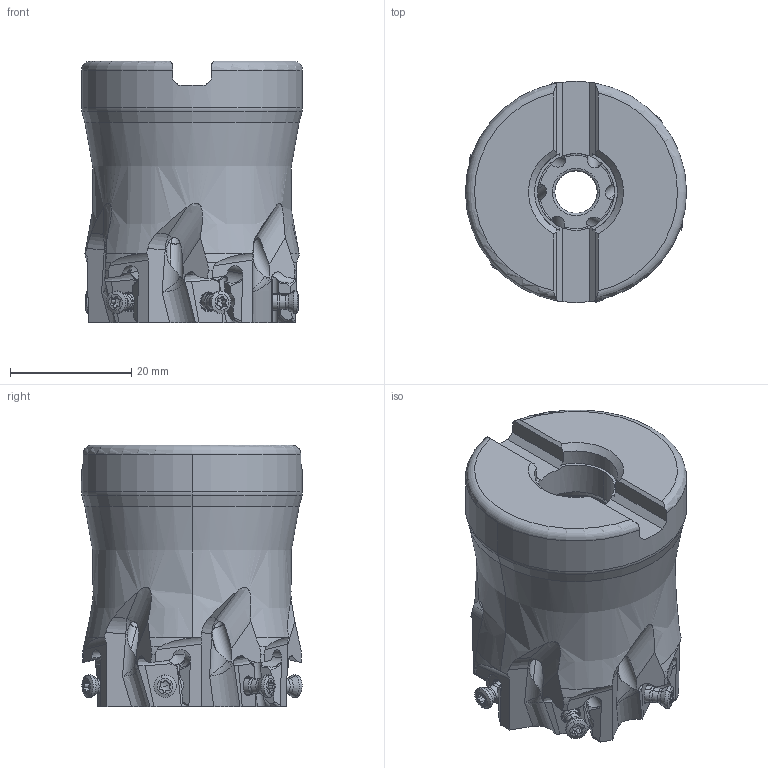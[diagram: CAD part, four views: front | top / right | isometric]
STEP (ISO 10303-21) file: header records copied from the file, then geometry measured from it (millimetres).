
FILE_DESCRIPTION(/* description */ (''),/* implementation_level */ '2;1');
FILE_NAME(/* name */ 'VPX200UR1_5006SA.stp',/* time_stamp */ '2021-09-08T11:38:35+09:00',/* author */ (''),/* organization */ (''),/* preprocessor_version */ 'ST-DEVELOPER v16',/* originating_system */ 'SIEMENS PLM Software NX 10.0',/* authorisation */ '');
FILE_SCHEMA (('AUTOMOTIVE_DESIGN { 1 0 10303 214 3 1 1 1 }'));
Length unit declared in the file: millimetre
Products named in the file (1): VPX200UR1_5006SA_ASM_ASM
Bounding box: 36.51 x 36.51 x 43.25 mm (x, y, z)
Volume: 32017.3 mm3; surface area: 10146.7 mm2
Topology: 7 solids, 7 shells, 644 faces, 1792 edges, 1155 vertices
Faces by surface type: cylinder 276, plane 172, cone 90, torus 58, extrusion 24, bspline 12, sphere 12
Entity records: 27857 total; most frequent: CARTESIAN_POINT 11596, ORIENTED_EDGE 3512, DIRECTION 3240, EDGE_CURVE 1756, AXIS2_PLACEMENT_3D 1296, VERTEX_POINT 1146, EDGE_LOOP 678, VECTOR 648
